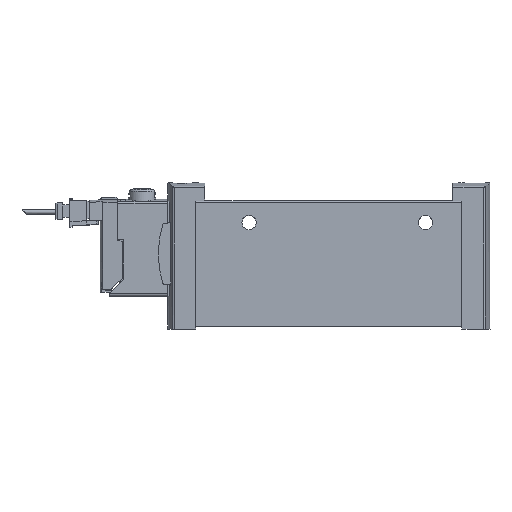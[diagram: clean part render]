
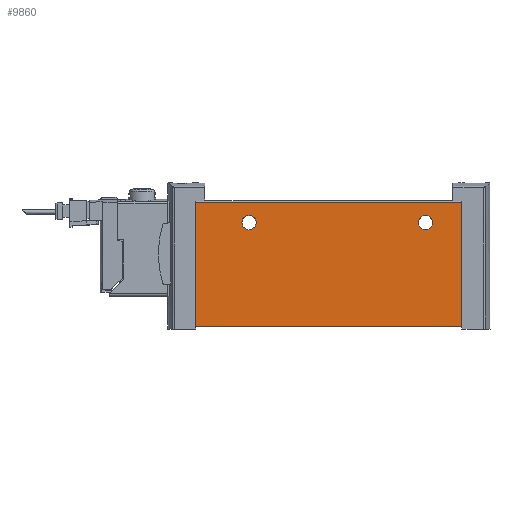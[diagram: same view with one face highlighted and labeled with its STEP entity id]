
A CAD part, top view. The second image highlights one B-rep face of the part: STEP entity #9860.
In plain terms, the highlighted planar face has unit normal (0, 0, 1).
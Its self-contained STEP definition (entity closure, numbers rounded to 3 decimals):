
#78=PLANE('',#12567);
#583=CIRCLE('',#12568,2.1);
#584=CIRCLE('',#12569,2.1);
#878=LINE('',#16662,#1930);
#887=LINE('',#16690,#1939);
#892=LINE('',#16710,#1944);
#895=LINE('',#16716,#1947);
#1930=VECTOR('',#13593,1000.);
#1939=VECTOR('',#13618,1000.);
#1944=VECTOR('',#13641,1000.);
#1947=VECTOR('',#13650,1000.);
#3120=ORIENTED_EDGE('',*,*,#6046,.F.);
#3121=ORIENTED_EDGE('',*,*,#6047,.F.);
#3122=ORIENTED_EDGE('',*,*,#6042,.T.);
#3123=ORIENTED_EDGE('',*,*,#6031,.F.);
#3124=ORIENTED_EDGE('',*,*,#6045,.F.);
#3125=ORIENTED_EDGE('',*,*,#6015,.T.);
#6015=EDGE_CURVE('',#7482,#7481,#878,.T.);
#6031=EDGE_CURVE('',#7492,#7489,#887,.T.);
#6042=EDGE_CURVE('',#7481,#7489,#892,.T.);
#6045=EDGE_CURVE('',#7482,#7492,#895,.T.);
#6046=EDGE_CURVE('',#7499,#7499,#583,.F.);
#6047=EDGE_CURVE('',#7500,#7500,#584,.F.);
#7481=VERTEX_POINT('',#16661);
#7482=VERTEX_POINT('',#16663);
#7489=VERTEX_POINT('',#16680);
#7492=VERTEX_POINT('',#16689);
#7499=VERTEX_POINT('',#16719);
#7500=VERTEX_POINT('',#16721);
#8444=EDGE_LOOP('',(#3120));
#8445=EDGE_LOOP('',(#3121));
#8446=EDGE_LOOP('',(#3122,#3123,#3124,#3125));
#9088=FACE_BOUND('',#8444,.T.);
#9089=FACE_BOUND('',#8445,.T.);
#9090=FACE_BOUND('',#8446,.T.);
#9860=ADVANCED_FACE('',(#9088,#9089,#9090),#78,.F.);
#12567=AXIS2_PLACEMENT_3D('',#16717,#13651,#13652);
#12568=AXIS2_PLACEMENT_3D('',#16718,#13653,#13654);
#12569=AXIS2_PLACEMENT_3D('',#16720,#13655,#13656);
#13593=DIRECTION('',(-1.,0.,0.));
#13618=DIRECTION('',(-1.,0.,0.));
#13641=DIRECTION('',(0.,-1.,0.));
#13650=DIRECTION('',(0.,-1.,0.));
#13651=DIRECTION('',(0.,0.,-1.));
#13652=DIRECTION('',(-1.,0.,0.));
#13653=DIRECTION('',(0.,0.,-1.));
#13654=DIRECTION('',(-1.,0.,0.));
#13655=DIRECTION('',(0.,0.,-1.));
#13656=DIRECTION('',(-1.,0.,0.));
#16661=CARTESIAN_POINT('',(-39.2,36.6,9.15));
#16662=CARTESIAN_POINT('',(39.2,36.6,9.15));
#16663=CARTESIAN_POINT('',(39.2,36.6,9.15));
#16680=CARTESIAN_POINT('',(-39.2,0.,9.15));
#16689=CARTESIAN_POINT('',(39.2,0.,9.15));
#16690=CARTESIAN_POINT('',(39.2,0.,9.15));
#16710=CARTESIAN_POINT('',(-39.2,36.6,9.15));
#16716=CARTESIAN_POINT('',(39.2,36.6,9.15));
#16717=CARTESIAN_POINT('',(39.2,36.6,9.15));
#16718=CARTESIAN_POINT('',(28.5,30.6,9.15));
#16719=CARTESIAN_POINT('',(26.4,30.6,9.15));
#16720=CARTESIAN_POINT('',(-23.5,30.6,9.15));
#16721=CARTESIAN_POINT('',(-25.6,30.6,9.15));
